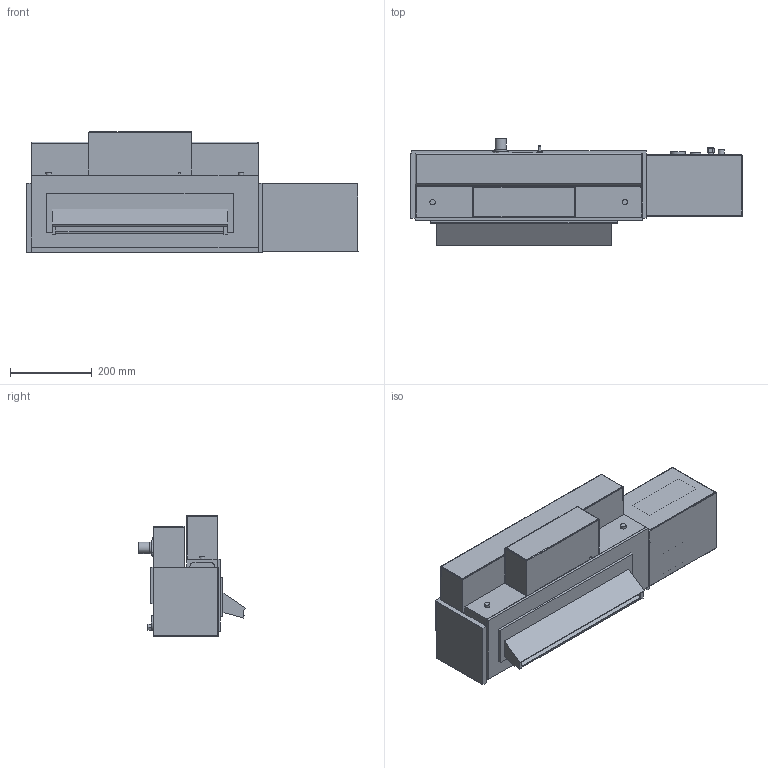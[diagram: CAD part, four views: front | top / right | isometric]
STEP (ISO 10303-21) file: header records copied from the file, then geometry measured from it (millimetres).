
FILE_DESCRIPTION(/* description */ (''),/* implementation_level */ '2;1');
FILE_NAME(/* name */ 'FG-400.stp',/* time_stamp */ '2016-10-17T09:37:49-04:00',/* author */ ('MArrecis'),/* organization */ (''),/* preprocessor_version */ 'ST-DEVELOPER v16.1',/* originating_system */ 'Autodesk Inventor 2016',/* authorisation */ '');
FILE_SCHEMA (('CONFIG_CONTROL_DESIGN'));
Length unit declared in the file: millimetre
Products named in the file (1): FG400 solid model 12mmover
Bounding box: 811.24 x 260.19 x 294.74 mm (x, y, z)
Volume: 9025730.9 mm3; surface area: 2303362.2 mm2
Topology: 10 solids, 11 shells, 1253 faces, 3375 edges, 2229 vertices
Faces by surface type: plane 950, bspline 193, cylinder 105, cone 4, torus 1
Full cylindrical faces by diameter (mm): 4.134 x4, 5 x1, 5.6 x2, 8 x2, 12 x2, 12.5 x3, 13 x2, 14.5 x4, 26 x1, 26.5 x1, 28 x2, 29 x1, 29.4 x1, 36.52 x1, 36.53 x1, 41 x1, 45 x2, 47 x2, 56 x3
Entity records: 41857 total; most frequent: CARTESIAN_POINT 10347, ORIENTED_EDGE 6646, DIRECTION 5276, EDGE_CURVE 3323, LINE 2722, VECTOR 2722, VERTEX_POINT 2218, EDGE_LOOP 1393
